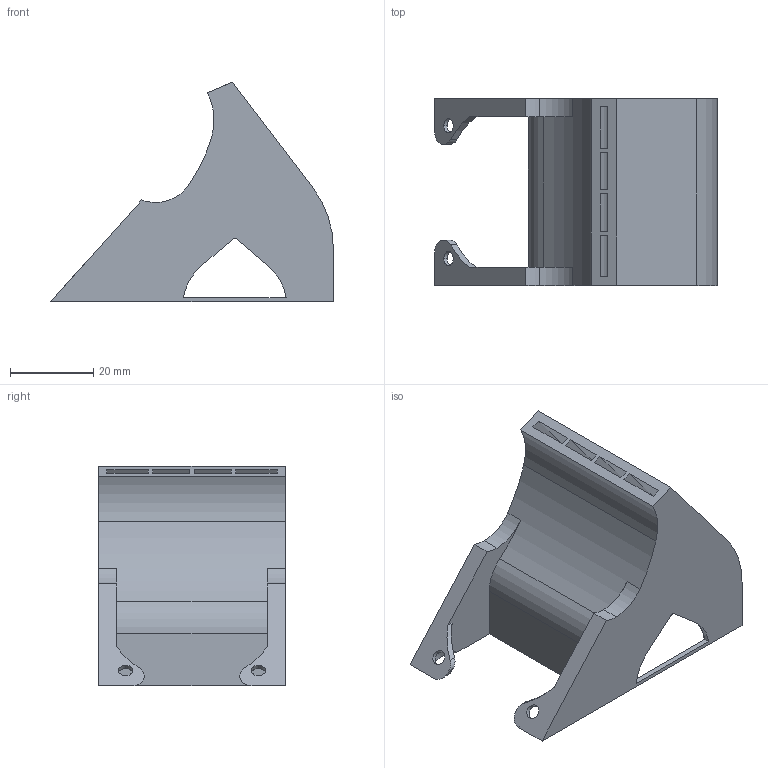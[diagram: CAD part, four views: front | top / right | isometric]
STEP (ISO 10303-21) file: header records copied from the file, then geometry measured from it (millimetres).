
FILE_DESCRIPTION (( 'STEP AP214' ), '1' );
FILE_NAME ('Blower.step', '2016-04-29T10:39:51', ( '' ), ( '' ), 'SwSTEP 2.0', 'SolidWorks 2016', '' );
FILE_SCHEMA (( 'AUTOMOTIVE_DESIGN' ));
Length unit declared in the file: millimetre
Products named in the file (1): Blower
Bounding box: 68.11 x 45 x 52.97 mm (x, y, z)
Volume: 20541.9 mm3; surface area: 18712.2 mm2
Topology: 1 solids, 1 shells, 103 faces, 298 edges, 192 vertices
Faces by surface type: plane 49, cylinder 42, bspline 12
Entity records: 4833 total; most frequent: CARTESIAN_POINT 973, ORIENTED_EDGE 596, DIRECTION 542, EDGE_CURVE 298, VERTEX_POINT 192, LINE 182, VECTOR 182, AXIS2_PLACEMENT_3D 180
